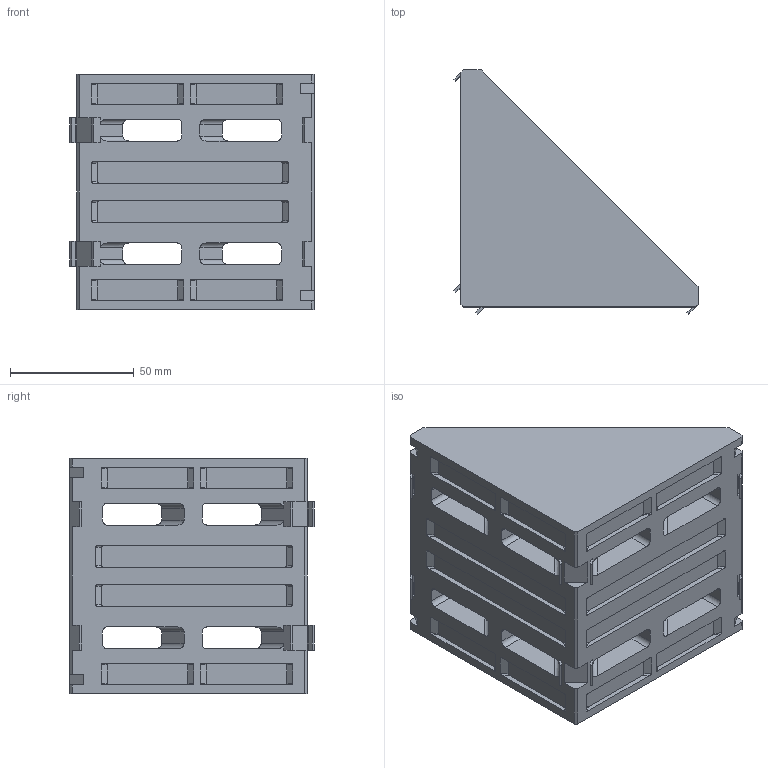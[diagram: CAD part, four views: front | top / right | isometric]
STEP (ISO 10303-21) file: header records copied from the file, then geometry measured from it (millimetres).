
FILE_DESCRIPTION (( 'STEP AP214' ), '1' );
FILE_NAME ('SNSS.30.70.32 Óãëîâîé àëþìèíèåâûé ñîåäèíèòåëü 100õ100, ïàç 10(T08).STEP', '2018-08-14T11:21:11', ( '' ), ( '' ), 'SwSTEP 2.0', 'SolidWorks 2018', '' );
FILE_SCHEMA (( 'AUTOMOTIVE_DESIGN' ));
Length unit declared in the file: millimetre
Products named in the file (1): SNSS.30.70.32 Óãëîâîé àëþìèíèåâûé ñîåäèíèòåëü 100õ100, ïàç 10(T08)
Bounding box: 98.84 x 98.84 x 95.25 mm (x, y, z)
Volume: 190253.2 mm3; surface area: 60824.9 mm2
Topology: 1 solids, 1 shells, 281 faces, 794 edges, 528 vertices
Faces by surface type: plane 199, cylinder 82
Entity records: 8982 total; most frequent: CARTESIAN_POINT 2036, ORIENTED_EDGE 1588, DIRECTION 1234, EDGE_CURVE 794, LINE 630, VECTOR 630, VERTEX_POINT 528, EDGE_LOOP 310
